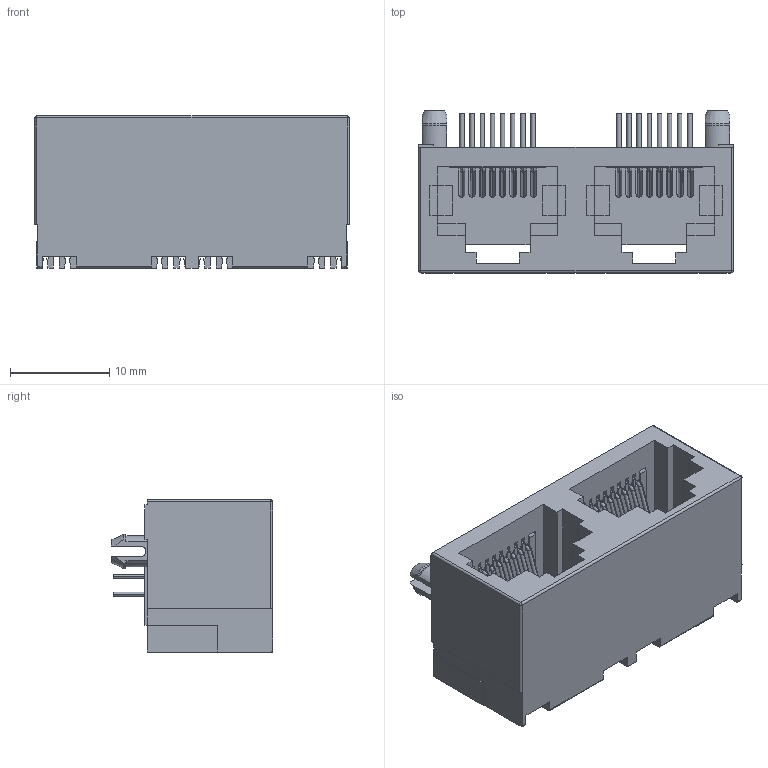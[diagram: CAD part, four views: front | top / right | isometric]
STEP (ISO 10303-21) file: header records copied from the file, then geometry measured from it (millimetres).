
FILE_DESCRIPTION((''),'2;1');
FILE_NAME('DGKYD561288IWA3DY1027_ASM','2021-10-19T14:10:07',('Administrator'),(''),'CREO PARAMETRIC BY PTC INC, 2018400','CREO PARAMETRIC BY PTC INC, 2018400','');
FILE_SCHEMA(('CONFIG_CONTROL_DESIGN'));
Length unit declared in the file: millimetre
Products named in the file (20): MSBR-19; MSBR-18; MSBR-17; MSBR-16; MSBR-15; MSBR-14; MSBR-13; MSBR-12; MSBR-11; MSBR-10; MSBR-9; MSBR-8; MSBR-7; MSBR-6; MSBR-5; MSBR-4; MSBR-3; MSBR-2; MSBR-1; DGKYD561288IWA3DY1027_ASM
Assembly tree (19 placements, depth 2):
  DGKYD561288IWA3DY1027_ASM
    MSBR-19
    MSBR-18
    MSBR-17
    MSBR-16
    MSBR-15
    MSBR-14
    MSBR-13
    MSBR-12
    MSBR-11
    MSBR-10
    MSBR-9
    MSBR-8
    MSBR-7
    MSBR-6
    MSBR-5
    MSBR-4
    MSBR-3
    MSBR-2
    MSBR-1
Bounding box: 31.6 x 16.28 x 15.3 mm (x, y, z)
Volume: 3066 mm3; surface area: 6162.8 mm2
Topology: 19 solids, 19 shells, 1219 faces, 3473 edges, 2248 vertices
Faces by surface type: plane 804, cylinder 313, torus 96, cone 4, sphere 2
Entity records: 41156 total; most frequent: CARTESIAN_POINT 8614, ORIENTED_EDGE 6942, DIRECTION 6577, EDGE_CURVE 3471, VECTOR 2497, LINE 2497, VERTEX_POINT 2248, AXIS2_PLACEMENT_3D 2040
